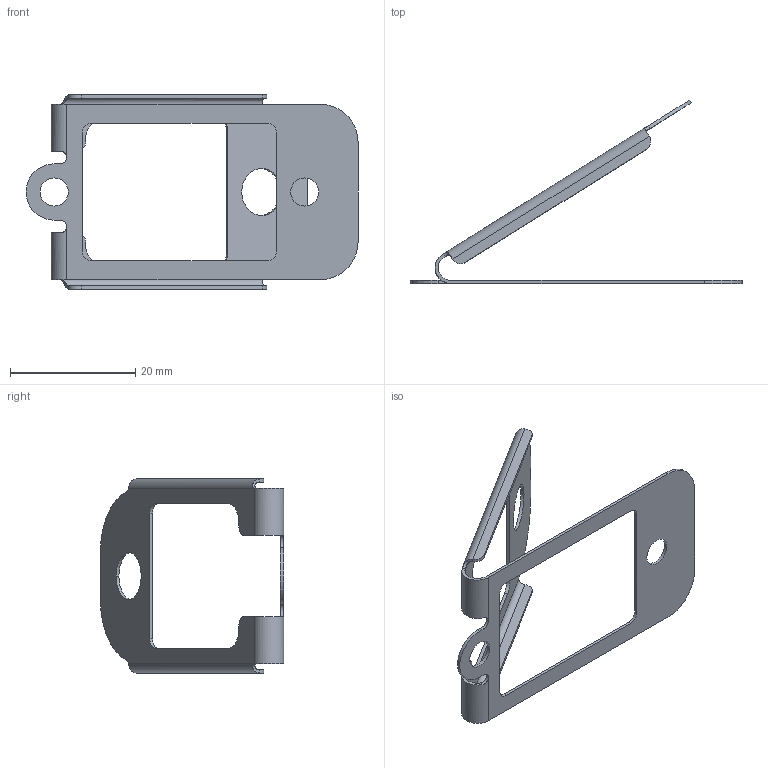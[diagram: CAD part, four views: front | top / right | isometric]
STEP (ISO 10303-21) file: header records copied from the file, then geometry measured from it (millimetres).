
FILE_DESCRIPTION((''),'2;1');
FILE_NAME('85910500','2017-04-26T',('30924'),('Springboard'),'CREO PARAMETRIC BY PTC INC, 2015380','CREO PARAMETRIC BY PTC INC, 2015380','');
FILE_SCHEMA(('CONFIG_CONTROL_DESIGN'));
Length unit declared in the file: millimetre
Products named in the file (1): 85910500
Bounding box: 53 x 29.27 x 31 mm (x, y, z)
Volume: 762.3 mm3; surface area: 3269.9 mm2
Topology: 1 solids, 1 shells, 70 faces, 198 edges, 128 vertices
Faces by surface type: cylinder 39, plane 31
Entity records: 2382 total; most frequent: CARTESIAN_POINT 464, DIRECTION 400, ORIENTED_EDGE 396, EDGE_CURVE 198, AXIS2_PLACEMENT_3D 144, VERTEX_POINT 128, VECTOR 112, LINE 112
